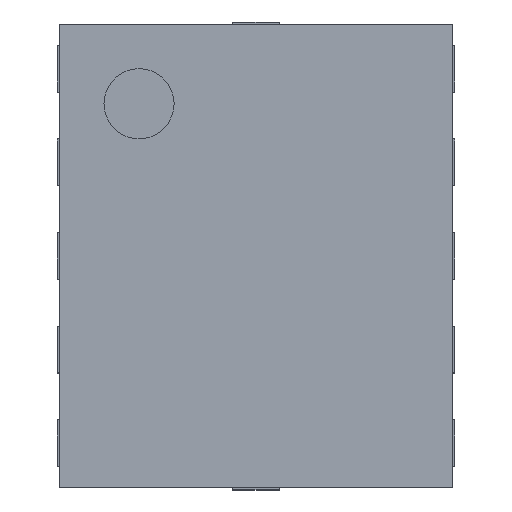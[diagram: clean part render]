
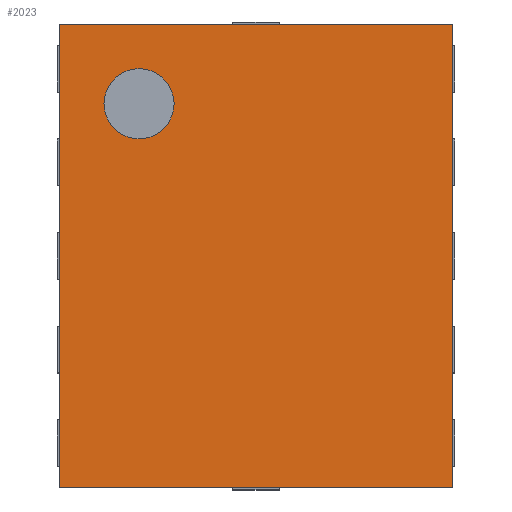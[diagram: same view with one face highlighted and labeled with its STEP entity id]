
A CAD part, top view. The second image highlights one B-rep face of the part: STEP entity #2023.
In plain terms, the highlighted planar face has unit normal (0, 0, 1).
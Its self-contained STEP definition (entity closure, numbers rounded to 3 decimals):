
#592 = VERTEX_POINT('',#593);
#593 = CARTESIAN_POINT('',(-0.84,0.99,0.52));
#599 = EDGE_CURVE('',#592,#600,#602,.T.);
#600 = VERTEX_POINT('',#601);
#601 = CARTESIAN_POINT('',(-0.84,-0.99,0.52));
#602 = LINE('',#603,#604);
#603 = CARTESIAN_POINT('',(-0.84,0.99,0.52));
#604 = VECTOR('',#605,1.);
#605 = DIRECTION('',(0.,-1.,0.));
#734 = EDGE_CURVE('',#592,#735,#737,.T.);
#735 = VERTEX_POINT('',#736);
#736 = CARTESIAN_POINT('',(0.84,0.99,0.52));
#737 = LINE('',#738,#739);
#738 = CARTESIAN_POINT('',(-0.84,0.99,0.52));
#739 = VECTOR('',#740,1.);
#740 = DIRECTION('',(1.,0.,0.));
#880 = EDGE_CURVE('',#735,#881,#883,.T.);
#881 = VERTEX_POINT('',#882);
#882 = CARTESIAN_POINT('',(0.84,-0.99,0.52));
#883 = LINE('',#884,#885);
#884 = CARTESIAN_POINT('',(0.84,0.99,0.52));
#885 = VECTOR('',#886,1.);
#886 = DIRECTION('',(0.,-1.,0.));
#1793 = EDGE_CURVE('',#600,#881,#1794,.T.);
#1794 = LINE('',#1795,#1796);
#1795 = CARTESIAN_POINT('',(-0.84,-0.99,0.52));
#1796 = VECTOR('',#1797,1.);
#1797 = DIRECTION('',(1.,0.,0.));
#2023 = ADVANCED_FACE('',(#2024,#2030),#2041,.T.);
#2024 = FACE_BOUND('',#2025,.T.);
#2025 = EDGE_LOOP('',(#2026,#2027,#2028,#2029));
#2026 = ORIENTED_EDGE('',*,*,#734,.F.);
#2027 = ORIENTED_EDGE('',*,*,#599,.T.);
#2028 = ORIENTED_EDGE('',*,*,#1793,.T.);
#2029 = ORIENTED_EDGE('',*,*,#880,.F.);
#2030 = FACE_BOUND('',#2031,.T.);
#2031 = EDGE_LOOP('',(#2032));
#2032 = ORIENTED_EDGE('',*,*,#2033,.T.);
#2033 = EDGE_CURVE('',#2034,#2034,#2036,.T.);
#2034 = VERTEX_POINT('',#2035);
#2035 = CARTESIAN_POINT('',(-0.5,0.5,0.52));
#2036 = CIRCLE('',#2037,0.15);
#2037 = AXIS2_PLACEMENT_3D('',#2038,#2039,#2040);
#2038 = CARTESIAN_POINT('',(-0.5,0.65,0.52));
#2039 = DIRECTION('',(0.,-0.,-1.));
#2040 = DIRECTION('',(0.,-1.,0.));
#2041 = PLANE('',#2042);
#2042 = AXIS2_PLACEMENT_3D('',#2043,#2044,#2045);
#2043 = CARTESIAN_POINT('',(-0.84,0.99,0.52));
#2044 = DIRECTION('',(0.,0.,1.));
#2045 = DIRECTION('',(0.,-1.,0.));
